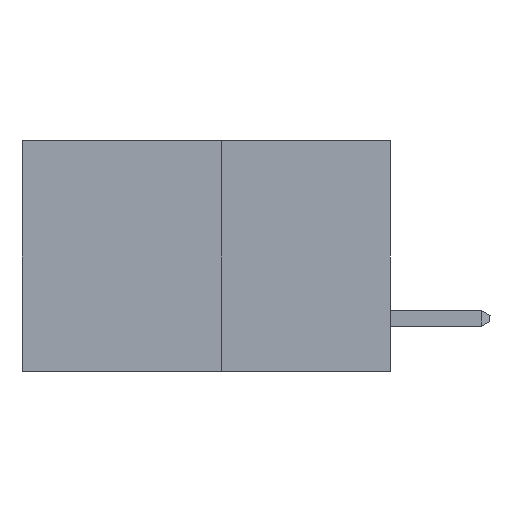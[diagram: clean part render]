
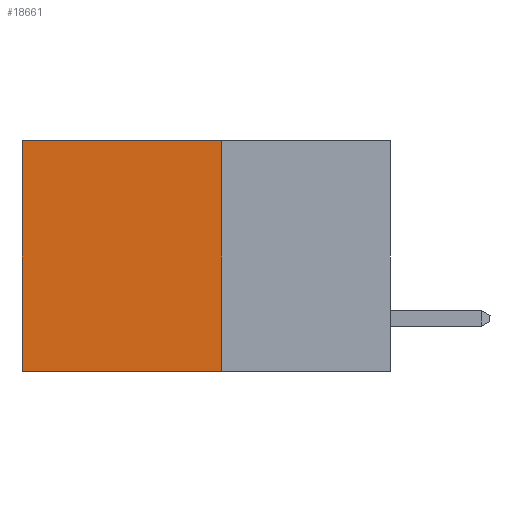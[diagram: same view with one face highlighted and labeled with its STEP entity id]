
A CAD part, left-side view. The second image highlights one B-rep face of the part: STEP entity #18661.
In plain terms, the highlighted planar face has unit normal (-1, 0, 0).
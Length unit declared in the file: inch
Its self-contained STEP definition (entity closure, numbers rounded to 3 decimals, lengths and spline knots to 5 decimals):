
#243 = LINE ( 'NONE', #2428, #11738 ) ;
#412 = DIRECTION ( 'NONE',  ( 0., 0., -1. ) ) ;
#823 = FACE_OUTER_BOUND ( 'NONE', #5657, .T. ) ;
#1849 = ORIENTED_EDGE ( 'NONE', *, *, #9356, .T. ) ;
#1879 = CARTESIAN_POINT ( 'NONE',  ( 0.277, 0.27, 0. ) ) ;
#2331 = ORIENTED_EDGE ( 'NONE', *, *, #16494, .T. ) ;
#2428 = CARTESIAN_POINT ( 'NONE',  ( 0.277, 0.27, -0.37 ) ) ;
#2570 = DIRECTION ( 'NONE',  ( 0., 0., -1. ) ) ;
#3068 = AXIS2_PLACEMENT_3D ( 'NONE', #6343, #7837, #17811 ) ;
#3411 = EDGE_CURVE ( 'NONE', #12668, #6728, #15361, .T. ) ;
#3958 = VERTEX_POINT ( 'NONE', #15140 ) ;
#5287 = EDGE_CURVE ( 'NONE', #16155, #12668, #243, .T. ) ;
#5657 = EDGE_LOOP ( 'NONE', ( #1849, #5934, #9813, #2331 ) ) ;
#5934 = ORIENTED_EDGE ( 'NONE', *, *, #3411, .F. ) ;
#6343 = CARTESIAN_POINT ( 'NONE',  ( 0.277, 0.27, -0.37 ) ) ;
#6728 = VERTEX_POINT ( 'NONE', #10114 ) ;
#7837 = DIRECTION ( 'NONE',  ( 1., 0., 0. ) ) ;
#8215 = VECTOR ( 'NONE', #11420, 39.37008 ) ;
#9356 = EDGE_CURVE ( 'NONE', #3958, #6728, #17865, .T. ) ;
#9424 = DIRECTION ( 'NONE',  ( 0., 1., 0. ) ) ;
#9813 = ORIENTED_EDGE ( 'NONE', *, *, #5287, .F. ) ;
#10114 = CARTESIAN_POINT ( 'NONE',  ( 0.277, 0.59, -0.37 ) ) ;
#10343 = VECTOR ( 'NONE', #412, 39.37008 ) ;
#10918 = CARTESIAN_POINT ( 'NONE',  ( 0.277, 0.59, -0.37 ) ) ;
#11420 = DIRECTION ( 'NONE',  ( 0., 1., 0. ) ) ;
#11738 = VECTOR ( 'NONE', #2570, 39.37008 ) ;
#12668 = VERTEX_POINT ( 'NONE', #13020 ) ;
#13020 = CARTESIAN_POINT ( 'NONE',  ( 0.277, 0.27, -0.37 ) ) ;
#14980 = PLANE ( 'NONE',  #3068 ) ;
#15016 = VECTOR ( 'NONE', #9424, 39.37008 ) ;
#15140 = CARTESIAN_POINT ( 'NONE',  ( 0.277, 0.59, 0. ) ) ;
#15361 = LINE ( 'NONE', #17464, #8215 ) ;
#16155 = VERTEX_POINT ( 'NONE', #18267 ) ;
#16494 = EDGE_CURVE ( 'NONE', #16155, #3958, #18748, .T. ) ;
#17464 = CARTESIAN_POINT ( 'NONE',  ( 0.277, 0.27, -0.37 ) ) ;
#17811 = DIRECTION ( 'NONE',  ( 0., 0., -1. ) ) ;
#17865 = LINE ( 'NONE', #10918, #10343 ) ;
#18267 = CARTESIAN_POINT ( 'NONE',  ( 0.277, 0.27, 0. ) ) ;
#18661 = ADVANCED_FACE ( 'NONE', ( #823 ), #14980, .F. ) ;
#18748 = LINE ( 'NONE', #1879, #15016 ) ;
